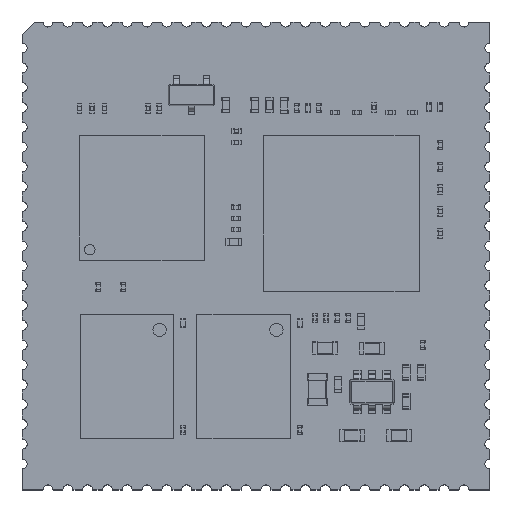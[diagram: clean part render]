
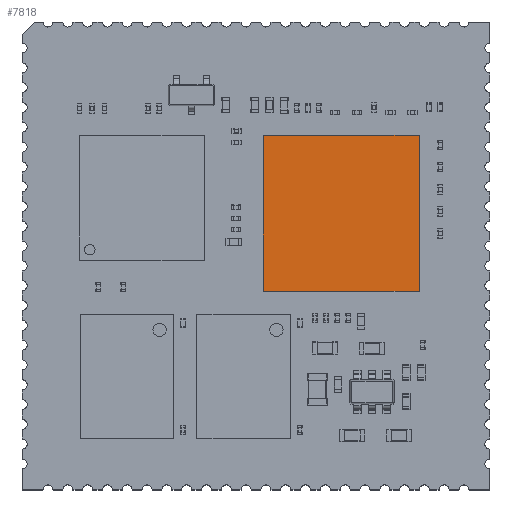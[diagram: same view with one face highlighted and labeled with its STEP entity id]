
A CAD part, top view. The second image highlights one B-rep face of the part: STEP entity #7818.
In plain terms, the highlighted face is planar.
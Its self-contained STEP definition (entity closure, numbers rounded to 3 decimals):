
#7709 = VERTEX_POINT('',#7710);
#7710 = CARTESIAN_POINT('',(-5.,0.49,5.));
#7716 = EDGE_CURVE('',#7717,#7709,#7719,.T.);
#7717 = VERTEX_POINT('',#7718);
#7718 = CARTESIAN_POINT('',(-5.,0.49,-5.));
#7719 = LINE('',#7720,#7721);
#7720 = CARTESIAN_POINT('',(-5.,0.49,5.));
#7721 = VECTOR('',#7722,1.);
#7722 = DIRECTION('',(-0.,-0.,1.));
#7747 = VERTEX_POINT('',#7748);
#7748 = CARTESIAN_POINT('',(5.,0.49,5.));
#7754 = EDGE_CURVE('',#7709,#7747,#7755,.T.);
#7755 = LINE('',#7756,#7757);
#7756 = CARTESIAN_POINT('',(5.,0.49,5.));
#7757 = VECTOR('',#7758,1.);
#7758 = DIRECTION('',(1.,-0.,0.));
#7778 = VERTEX_POINT('',#7779);
#7779 = CARTESIAN_POINT('',(5.,0.49,-5.));
#7785 = EDGE_CURVE('',#7747,#7778,#7786,.T.);
#7786 = LINE('',#7787,#7788);
#7787 = CARTESIAN_POINT('',(5.,0.49,5.));
#7788 = VECTOR('',#7789,1.);
#7789 = DIRECTION('',(0.,0.,-1.));
#7807 = EDGE_CURVE('',#7778,#7717,#7808,.T.);
#7808 = LINE('',#7809,#7810);
#7809 = CARTESIAN_POINT('',(5.,0.49,-5.));
#7810 = VECTOR('',#7811,1.);
#7811 = DIRECTION('',(-1.,0.,0.));
#7818 = ADVANCED_FACE('',(#7819),#7825,.T.);
#7819 = FACE_BOUND('',#7820,.T.);
#7820 = EDGE_LOOP('',(#7821,#7822,#7823,#7824));
#7821 = ORIENTED_EDGE('',*,*,#7716,.T.);
#7822 = ORIENTED_EDGE('',*,*,#7754,.T.);
#7823 = ORIENTED_EDGE('',*,*,#7785,.T.);
#7824 = ORIENTED_EDGE('',*,*,#7807,.T.);
#7825 = PLANE('',#7826);
#7826 = AXIS2_PLACEMENT_3D('',#7827,#7828,#7829);
#7827 = CARTESIAN_POINT('',(0.,0.49,0.));
#7828 = DIRECTION('',(0.,1.,0.));
#7829 = DIRECTION('',(0.,-0.,1.));
